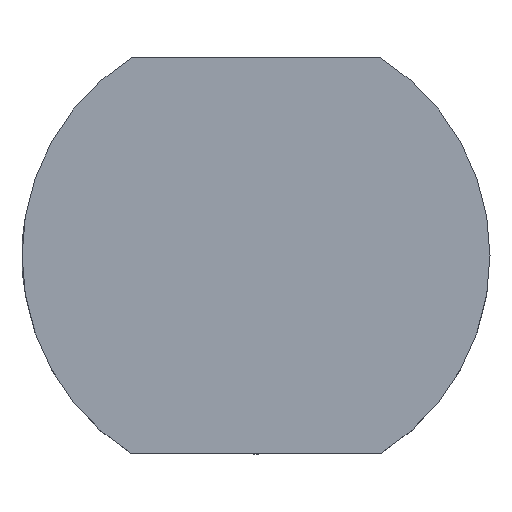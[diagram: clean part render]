
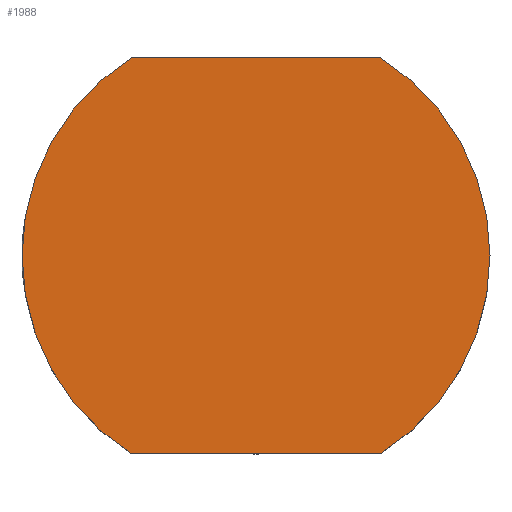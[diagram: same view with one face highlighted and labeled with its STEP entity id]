
A CAD part, top view. The second image highlights one B-rep face of the part: STEP entity #1988.
In plain terms, the highlighted planar face has unit normal (0, 0, 1).
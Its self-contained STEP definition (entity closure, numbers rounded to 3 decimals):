
#60 = VERTEX_POINT ( 'NONE', #2882 ) ;
#140 = VECTOR ( 'NONE', #1569, 1000. ) ;
#185 = EDGE_CURVE ( 'NONE', #2002, #60, #1737, .T. ) ;
#242 = LINE ( 'NONE', #1035, #140 ) ;
#332 = ORIENTED_EDGE ( 'NONE', *, *, #3583, .F. ) ;
#392 = CIRCLE ( 'NONE', #2781, 6.5 ) ;
#815 = CARTESIAN_POINT ( 'NONE',  ( 6.5, 0., 7. ) ) ;
#837 = DIRECTION ( 'NONE',  ( 0., 0., 1. ) ) ;
#861 = ORIENTED_EDGE ( 'NONE', *, *, #2962, .T. ) ;
#903 = CARTESIAN_POINT ( 'NONE',  ( 3.464, 5.5, 7. ) ) ;
#919 = CARTESIAN_POINT ( 'NONE',  ( 0., 0., 7. ) ) ;
#964 = CARTESIAN_POINT ( 'NONE',  ( 0., -5.5, 7. ) ) ;
#1024 = VERTEX_POINT ( 'NONE', #2712 ) ;
#1035 = CARTESIAN_POINT ( 'NONE',  ( 0., 5.5, 7. ) ) ;
#1040 = CARTESIAN_POINT ( 'NONE',  ( 0., 0., 7. ) ) ;
#1112 = DIRECTION ( 'NONE',  ( 1., 0., 0. ) ) ;
#1192 = CARTESIAN_POINT ( 'NONE',  ( 0., 0., 7. ) ) ;
#1201 = DIRECTION ( 'NONE',  ( 1., 0., 0. ) ) ;
#1237 = CIRCLE ( 'NONE', #2573, 6.5 ) ;
#1242 = AXIS2_PLACEMENT_3D ( 'NONE', #1040, #3004, #1307 ) ;
#1307 = DIRECTION ( 'NONE',  ( 1., 0., 0. ) ) ;
#1569 = DIRECTION ( 'NONE',  ( 1., 0., 0. ) ) ;
#1658 = CARTESIAN_POINT ( 'NONE',  ( 0., 0., 7. ) ) ;
#1661 = ORIENTED_EDGE ( 'NONE', *, *, #185, .T. ) ;
#1737 = LINE ( 'NONE', #964, #2400 ) ;
#1941 = EDGE_LOOP ( 'NONE', ( #1661, #861, #2646, #332, #2674 ) ) ;
#1988 = ADVANCED_FACE ( 'NONE', ( #3511 ), #2766, .T. ) ;
#2002 = VERTEX_POINT ( 'NONE', #3147 ) ;
#2010 = VERTEX_POINT ( 'NONE', #815 ) ;
#2013 = DIRECTION ( 'NONE',  ( 0., 0., 1. ) ) ;
#2025 = DIRECTION ( 'NONE',  ( 1., 0., 0. ) ) ;
#2042 = EDGE_CURVE ( 'NONE', #2010, #2701, #392, .T. ) ;
#2064 = DIRECTION ( 'NONE',  ( 1., 0., 0. ) ) ;
#2116 = CIRCLE ( 'NONE', #1242, 6.5 ) ;
#2400 = VECTOR ( 'NONE', #2064, 1000. ) ;
#2573 = AXIS2_PLACEMENT_3D ( 'NONE', #919, #2886, #1201 ) ;
#2646 = ORIENTED_EDGE ( 'NONE', *, *, #2042, .T. ) ;
#2674 = ORIENTED_EDGE ( 'NONE', *, *, #3367, .T. ) ;
#2701 = VERTEX_POINT ( 'NONE', #903 ) ;
#2712 = CARTESIAN_POINT ( 'NONE',  ( -3.464, 5.5, 7. ) ) ;
#2766 = PLANE ( 'NONE',  #3232 ) ;
#2781 = AXIS2_PLACEMENT_3D ( 'NONE', #1658, #837, #1112 ) ;
#2882 = CARTESIAN_POINT ( 'NONE',  ( 3.464, -5.5, 7. ) ) ;
#2886 = DIRECTION ( 'NONE',  ( 0., 0., 1. ) ) ;
#2962 = EDGE_CURVE ( 'NONE', #60, #2010, #2116, .T. ) ;
#3004 = DIRECTION ( 'NONE',  ( 0., 0., 1. ) ) ;
#3147 = CARTESIAN_POINT ( 'NONE',  ( -3.464, -5.5, 7. ) ) ;
#3232 = AXIS2_PLACEMENT_3D ( 'NONE', #1192, #2013, #2025 ) ;
#3367 = EDGE_CURVE ( 'NONE', #1024, #2002, #1237, .T. ) ;
#3511 = FACE_OUTER_BOUND ( 'NONE', #1941, .T. ) ;
#3583 = EDGE_CURVE ( 'NONE', #1024, #2701, #242, .T. ) ;
